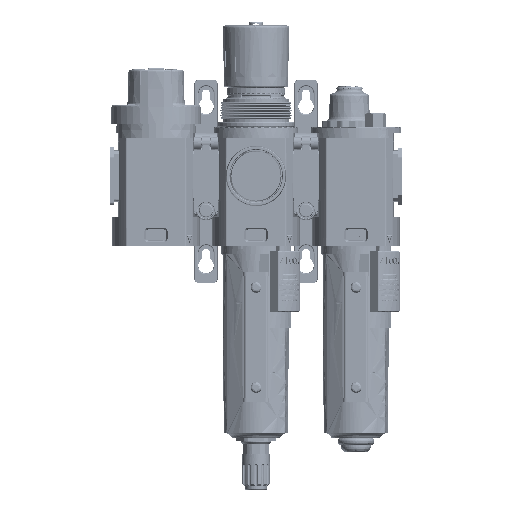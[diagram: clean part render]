
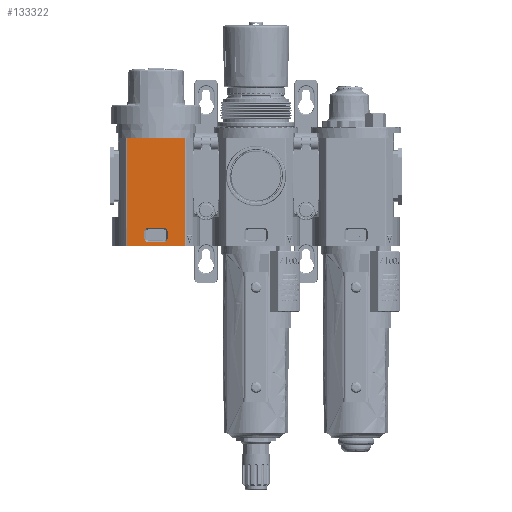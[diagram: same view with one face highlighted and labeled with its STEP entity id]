
A CAD part, top view. The second image highlights one B-rep face of the part: STEP entity #133322.
In plain terms, the highlighted planar face has unit normal (0, 0, 1).
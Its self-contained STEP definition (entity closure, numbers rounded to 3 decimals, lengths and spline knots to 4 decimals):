
#3130 = CARTESIAN_POINT ( 'NONE',  ( 0.5797, 2.1635, 1.0236 ) ) ;
#3708 = VERTEX_POINT ( 'NONE', #127013 ) ;
#4131 = DIRECTION ( 'NONE',  ( 0., -1., 0. ) ) ;
#7778 = LINE ( 'NONE', #35837, #72296 ) ;
#8366 = VERTEX_POINT ( 'NONE', #132385 ) ;
#9290 = EDGE_CURVE ( 'NONE', #176763, #63236, #106222, .T. ) ;
#13770 = EDGE_CURVE ( 'NONE', #3708, #177186, #52552, .T. ) ;
#19583 = LINE ( 'NONE', #185783, #126189 ) ;
#20837 = VERTEX_POINT ( 'NONE', #183551 ) ;
#22030 = EDGE_LOOP ( 'NONE', ( #74297, #51509, #34812, #82211, #114568, #69340, #120687, #115707 ) ) ;
#22299 = DIRECTION ( 'NONE',  ( 0., 1., 0. ) ) ;
#25296 = DIRECTION ( 'NONE',  ( 0., 0., -1. ) ) ;
#27163 = FACE_BOUND ( 'NONE', #22030, .T. ) ;
#27960 = DIRECTION ( 'NONE',  ( 1., 0., 0. ) ) ;
#28224 = CARTESIAN_POINT ( 'NONE',  ( -0.2309, 0.2984, 1.0236 ) ) ;
#29898 = DIRECTION ( 'NONE',  ( 1., 0., 0. ) ) ;
#34812 = ORIENTED_EDGE ( 'NONE', *, *, #61201, .F. ) ;
#35837 = CARTESIAN_POINT ( 'NONE',  ( 0.2309, 2.1841, 1.0236 ) ) ;
#40125 = VERTEX_POINT ( 'NONE', #3130 ) ;
#40776 = CARTESIAN_POINT ( 'NONE',  ( -0.3865, 2.1652, 1.0236 ) ) ;
#43298 = AXIS2_PLACEMENT_3D ( 'NONE', #115909, #183892, #27960 ) ;
#46062 = VECTOR ( 'NONE', #118004, 39.3701 ) ;
#46190 = DIRECTION ( 'NONE',  ( 1., 0., 0. ) ) ;
#47268 = CARTESIAN_POINT ( 'NONE',  ( -0.2309, 0.1449, 1.0236 ) ) ;
#48301 = DIRECTION ( 'NONE',  ( -1., 0., 0. ) ) ;
#51509 = ORIENTED_EDGE ( 'NONE', *, *, #167484, .F. ) ;
#52552 = CIRCLE ( 'NONE', #43298, 0.0683 ) ;
#52752 = CARTESIAN_POINT ( 'NONE',  ( 0.1626, 0.3668, 1.0236 ) ) ;
#52833 = CIRCLE ( 'NONE', #157781, 0.0683 ) ;
#53375 = CARTESIAN_POINT ( 'NONE',  ( 0.5797, 2.1635, 1.0236 ) ) ;
#57442 = CIRCLE ( 'NONE', #131478, 0.0683 ) ;
#58451 = CARTESIAN_POINT ( 'NONE',  ( 0.5797, 0., 1.0236 ) ) ;
#59106 = CARTESIAN_POINT ( 'NONE',  ( -0.5797, 0.0765, 1.0236 ) ) ;
#61201 = EDGE_CURVE ( 'NONE', #65797, #103901, #129959, .T. ) ;
#61218 = LINE ( 'NONE', #74764, #158411 ) ;
#63003 = VERTEX_POINT ( 'NONE', #47268 ) ;
#63236 = VERTEX_POINT ( 'NONE', #141900 ) ;
#65797 = VERTEX_POINT ( 'NONE', #140038 ) ;
#68817 = CARTESIAN_POINT ( 'NONE',  ( -0.5797, 2.1841, 1.0236 ) ) ;
#69340 = ORIENTED_EDGE ( 'NONE', *, *, #135360, .F. ) ;
#70165 = CARTESIAN_POINT ( 'NONE',  ( 0.2309, 0.1449, 1.0236 ) ) ;
#71362 = AXIS2_PLACEMENT_3D ( 'NONE', #174765, #104124, #46190 ) ;
#72296 = VECTOR ( 'NONE', #22299, 39.3701 ) ;
#74297 = ORIENTED_EDGE ( 'NONE', *, *, #13770, .F. ) ;
#74393 = LINE ( 'NONE', #116909, #186420 ) ;
#74764 = CARTESIAN_POINT ( 'NONE',  ( -0.2309, 2.1841, 1.0236 ) ) ;
#81944 = DIRECTION ( 'NONE',  ( -1., 0., 0. ) ) ;
#82211 = ORIENTED_EDGE ( 'NONE', *, *, #169719, .F. ) ;
#83461 = ORIENTED_EDGE ( 'NONE', *, *, #115983, .F. ) ;
#90040 = VECTOR ( 'NONE', #81944, 39.3701 ) ;
#90723 = DIRECTION ( 'NONE',  ( 0., 0., 1. ) ) ;
#93977 = VERTEX_POINT ( 'NONE', #152847 ) ;
#97341 = B_SPLINE_CURVE_WITH_KNOTS ( 'NONE', 3,
 ( #185734, #40776, #143193, #155761, #53375 ),
 .UNSPECIFIED., .F., .F.,
 ( 4, 1, 4 ),
 ( 0., 0.0147, 0.0294 ),
 .UNSPECIFIED. ) ;
#99261 = EDGE_CURVE ( 'NONE', #63003, #93977, #57442, .T. ) ;
#103901 = VERTEX_POINT ( 'NONE', #52752 ) ;
#104124 = DIRECTION ( 'NONE',  ( 0., 0., 1. ) ) ;
#106222 = LINE ( 'NONE', #153596, #133350 ) ;
#113931 = DIRECTION ( 'NONE',  ( 0., 0., 1. ) ) ;
#114568 = ORIENTED_EDGE ( 'NONE', *, *, #184677, .F. ) ;
#115707 = ORIENTED_EDGE ( 'NONE', *, *, #153298, .F. ) ;
#115909 = CARTESIAN_POINT ( 'NONE',  ( -0.1626, 0.2984, 1.0236 ) ) ;
#115983 = EDGE_CURVE ( 'NONE', #63236, #20837, #19583, .T. ) ;
#116909 = CARTESIAN_POINT ( 'NONE',  ( 0.5797, 2.1841, 1.0236 ) ) ;
#118004 = DIRECTION ( 'NONE',  ( 1., 0., 0. ) ) ;
#120687 = ORIENTED_EDGE ( 'NONE', *, *, #99261, .F. ) ;
#126189 = VECTOR ( 'NONE', #138438, 39.3701 ) ;
#126548 = DIRECTION ( 'NONE',  ( 1., 0., 0. ) ) ;
#127013 = CARTESIAN_POINT ( 'NONE',  ( -0.1626, 0.3668, 1.0236 ) ) ;
#129707 = LINE ( 'NONE', #59106, #46062 ) ;
#129959 = CIRCLE ( 'NONE', #71362, 0.0683 ) ;
#130581 = DIRECTION ( 'NONE',  ( -1., 0., 0. ) ) ;
#131478 = AXIS2_PLACEMENT_3D ( 'NONE', #158398, #113931, #126548 ) ;
#132385 = CARTESIAN_POINT ( 'NONE',  ( 0.1626, 0.0765, 1.0236 ) ) ;
#133322 = ADVANCED_FACE ( 'NONE', ( #174071, #27163 ), #157672, .F. ) ;
#133350 = VECTOR ( 'NONE', #48301, 39.3701 ) ;
#134915 = EDGE_LOOP ( 'NONE', ( #83461, #182421, #135357, #145180 ) ) ;
#135357 = ORIENTED_EDGE ( 'NONE', *, *, #154291, .F. ) ;
#135360 = EDGE_CURVE ( 'NONE', #93977, #8366, #129707, .T. ) ;
#138438 = DIRECTION ( 'NONE',  ( 0., 1., 0. ) ) ;
#139334 = AXIS2_PLACEMENT_3D ( 'NONE', #68817, #25296, #130581 ) ;
#140038 = CARTESIAN_POINT ( 'NONE',  ( 0.2309, 0.2984, 1.0236 ) ) ;
#141900 = CARTESIAN_POINT ( 'NONE',  ( -0.5797, 0., 1.0236 ) ) ;
#143193 = CARTESIAN_POINT ( 'NONE',  ( 0., 2.1672, 1.0236 ) ) ;
#145180 = ORIENTED_EDGE ( 'NONE', *, *, #181238, .F. ) ;
#152847 = CARTESIAN_POINT ( 'NONE',  ( -0.1626, 0.0765, 1.0236 ) ) ;
#153298 = EDGE_CURVE ( 'NONE', #177186, #63003, #61218, .T. ) ;
#153596 = CARTESIAN_POINT ( 'NONE',  ( -0.5797, 0., 1.0236 ) ) ;
#154291 = EDGE_CURVE ( 'NONE', #40125, #176763, #74393, .T. ) ;
#155761 = CARTESIAN_POINT ( 'NONE',  ( 0.3865, 2.1652, 1.0236 ) ) ;
#157672 = PLANE ( 'NONE',  #139334 ) ;
#157781 = AXIS2_PLACEMENT_3D ( 'NONE', #164177, #90723, #29898 ) ;
#158398 = CARTESIAN_POINT ( 'NONE',  ( -0.1626, 0.1449, 1.0236 ) ) ;
#158411 = VECTOR ( 'NONE', #4131, 39.3701 ) ;
#164177 = CARTESIAN_POINT ( 'NONE',  ( 0.1626, 0.1449, 1.0236 ) ) ;
#167484 = EDGE_CURVE ( 'NONE', #103901, #3708, #170820, .T. ) ;
#169719 = EDGE_CURVE ( 'NONE', #177954, #65797, #7778, .T. ) ;
#170820 = LINE ( 'NONE', #186314, #90040 ) ;
#174071 = FACE_OUTER_BOUND ( 'NONE', #134915, .T. ) ;
#174765 = CARTESIAN_POINT ( 'NONE',  ( 0.1626, 0.2984, 1.0236 ) ) ;
#176763 = VERTEX_POINT ( 'NONE', #58451 ) ;
#177186 = VERTEX_POINT ( 'NONE', #28224 ) ;
#177954 = VERTEX_POINT ( 'NONE', #70165 ) ;
#181238 = EDGE_CURVE ( 'NONE', #20837, #40125, #97341, .T. ) ;
#182421 = ORIENTED_EDGE ( 'NONE', *, *, #9290, .F. ) ;
#183551 = CARTESIAN_POINT ( 'NONE',  ( -0.5797, 2.1635, 1.0236 ) ) ;
#183892 = DIRECTION ( 'NONE',  ( 0., 0., 1. ) ) ;
#184677 = EDGE_CURVE ( 'NONE', #8366, #177954, #52833, .T. ) ;
#185734 = CARTESIAN_POINT ( 'NONE',  ( -0.5797, 2.1635, 1.0236 ) ) ;
#185783 = CARTESIAN_POINT ( 'NONE',  ( -0.5797, 2.1841, 1.0236 ) ) ;
#186314 = CARTESIAN_POINT ( 'NONE',  ( -0.5797, 0.3668, 1.0236 ) ) ;
#186420 = VECTOR ( 'NONE', #189458, 39.3701 ) ;
#189458 = DIRECTION ( 'NONE',  ( 0., -1., 0. ) ) ;
